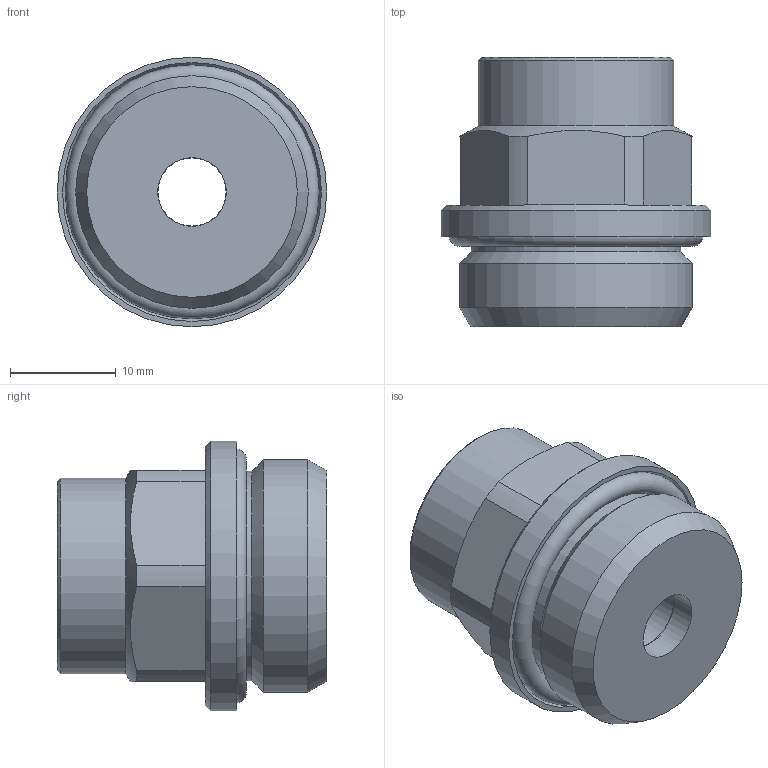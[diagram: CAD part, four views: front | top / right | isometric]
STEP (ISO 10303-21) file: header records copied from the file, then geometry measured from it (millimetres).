
FILE_DESCRIPTION(/* description */ ('STEP AP214'),/* implementation_level */ '2;1');
FILE_NAME(/* name */ 'T0020Q5U',/* time_stamp */ '2023-05-10T16:13:49+02:00',/* author */ ('License CC BY-ND 4.0'),/* organization */ ('CADENAS'),/* preprocessor_version */ 'ST-DEVELOPER v19.3',/* originating_system */ 'PARTsolutions',/* authorisation */ ' ');
FILE_SCHEMA (('AUTOMOTIVE_DESIGN {1 0 10303 214 3 1 1}'));
Length unit declared in the file: millimetre
Products named in the file (1): T0020Q5U
Bounding box: 25.5 x 25.5 x 25.5 mm (x, y, z)
Volume: 7249.2 mm3; surface area: 4790.6 mm2
Topology: 2 solids, 2 shells, 177 faces, 453 edges, 298 vertices
Faces by surface type: plane 81, bspline 67, cylinder 16, cone 10, torus 3
Full cylindrical faces by diameter (mm): 6.45 x1, 6.5 x1, 7.85 x1, 10.15 x2, 16 x1, 18.5 x1, 19.8 x1, 22 x1, 25.5 x1
Entity records: 9816 total; most frequent: CARTESIAN_POINT 4812, ORIENTED_EDGE 850, DIRECTION 548, EDGE_CURVE 425, VERTEX_POINT 294, LINE 244, VECTOR 244, FACE_BOUND 221
